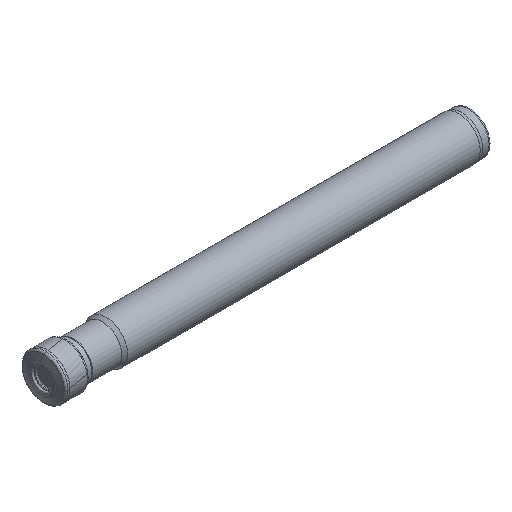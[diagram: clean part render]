
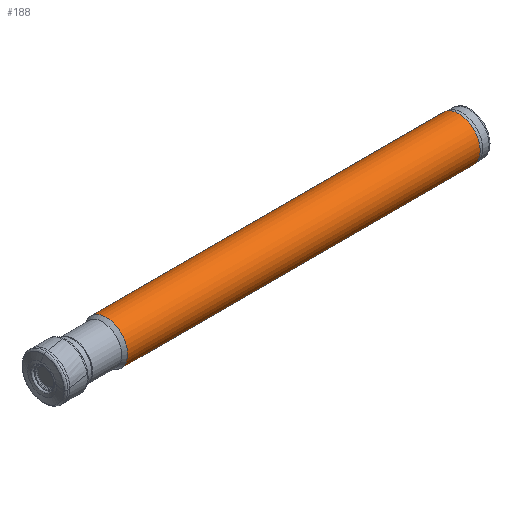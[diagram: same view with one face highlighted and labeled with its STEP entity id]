
A CAD part, isometric view. The second image highlights one B-rep face of the part: STEP entity #188.
In plain terms, the highlighted cylindrical face has radius 10 mm (diameter 20 mm), a full revolution.
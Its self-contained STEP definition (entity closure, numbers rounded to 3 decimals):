
#183=CYLINDRICAL_SURFACE('',#723,10.);
#188=ADVANCED_FACE('',(#250,#251),#183,.T.);
#250=FACE_BOUND('',#280,.T.);
#251=FACE_BOUND('',#281,.T.);
#280=EDGE_LOOP('',(#348));
#281=EDGE_LOOP('',(#349));
#348=ORIENTED_EDGE('',*,*,#574,.F.);
#349=ORIENTED_EDGE('',*,*,#573,.T.);
#521=VERTEX_POINT('',#951);
#522=VERTEX_POINT('',#954);
#573=EDGE_CURVE('',#521,#521,#661,.T.);
#574=EDGE_CURVE('',#522,#522,#662,.T.);
#661=CIRCLE('',#720,10.);
#662=CIRCLE('',#722,10.);
#720=AXIS2_PLACEMENT_3D('',#950,#797,#798);
#722=AXIS2_PLACEMENT_3D('',#953,#801,#802);
#723=AXIS2_PLACEMENT_3D('',#955,#803,#804);
#797=DIRECTION('',(-1.,0.,0.));
#798=DIRECTION('',(0.,0.,1.));
#801=DIRECTION('',(-1.,0.,0.));
#802=DIRECTION('',(0.,0.,1.));
#803=DIRECTION('',(-1.,0.,0.));
#804=DIRECTION('',(0.,0.,1.));
#950=CARTESIAN_POINT('',(194.582,0.,0.));
#951=CARTESIAN_POINT('',(194.582,0.,10.));
#953=CARTESIAN_POINT('',(30.,0.,0.));
#954=CARTESIAN_POINT('',(30.,0.,10.));
#955=CARTESIAN_POINT('',(2.,0.,0.));
